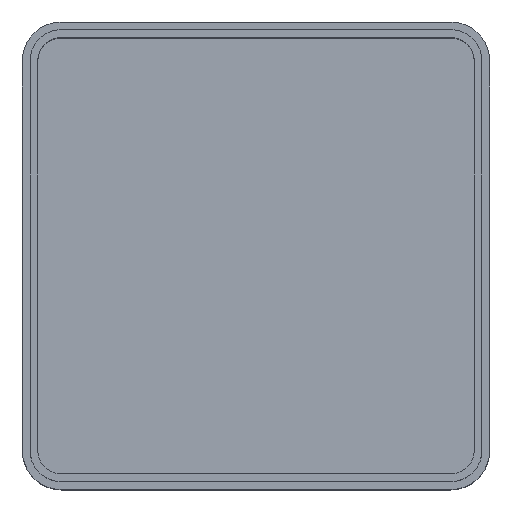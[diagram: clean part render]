
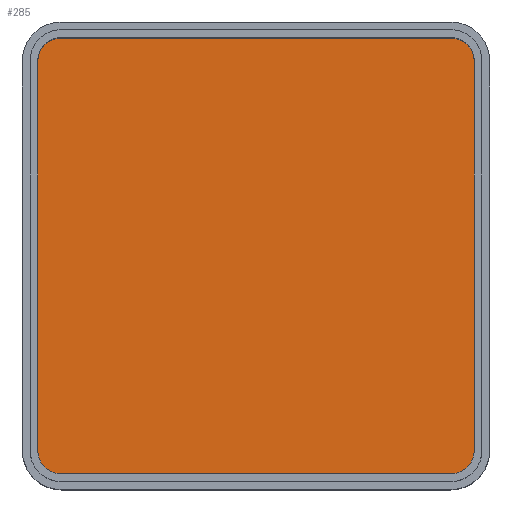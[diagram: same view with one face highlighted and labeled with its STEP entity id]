
A CAD part, top view. The second image highlights one B-rep face of the part: STEP entity #285.
In plain terms, the highlighted planar face has unit normal (0, 0, 1).
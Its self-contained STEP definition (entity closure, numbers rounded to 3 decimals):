
#2 = CARTESIAN_POINT ( 'NONE',  ( 0., 116., 4. ) ) ;
#3 = CARTESIAN_POINT ( 'NONE',  ( 110., 10., 4. ) ) ;
#14 = CIRCLE ( 'NONE', #509, 6. ) ;
#24 = CARTESIAN_POINT ( 'NONE',  ( 110., 4., 4. ) ) ;
#59 = CARTESIAN_POINT ( 'NONE',  ( 116., 0., 4. ) ) ;
#103 = DIRECTION ( 'NONE',  ( -1., 0., 0. ) ) ;
#106 = CARTESIAN_POINT ( 'NONE',  ( 110., 116., 4. ) ) ;
#107 = CARTESIAN_POINT ( 'NONE',  ( 4., 0., 4. ) ) ;
#116 = DIRECTION ( 'NONE',  ( 0., 0., -1. ) ) ;
#130 = CARTESIAN_POINT ( 'NONE',  ( 116., 110., 4. ) ) ;
#145 = CARTESIAN_POINT ( 'NONE',  ( 10., 10., 4. ) ) ;
#149 = ORIENTED_EDGE ( 'NONE', *, *, #539, .F. ) ;
#155 = CARTESIAN_POINT ( 'NONE',  ( 0., 4., 4. ) ) ;
#162 = VECTOR ( 'NONE', #516, 1000. ) ;
#166 = CARTESIAN_POINT ( 'NONE',  ( 10., 110., 4. ) ) ;
#187 = EDGE_CURVE ( 'NONE', #320, #780, #376, .T. ) ;
#201 = ORIENTED_EDGE ( 'NONE', *, *, #216, .T. ) ;
#216 = EDGE_CURVE ( 'NONE', #320, #692, #505, .T. ) ;
#222 = CARTESIAN_POINT ( 'NONE',  ( 10., 4., 4. ) ) ;
#274 = VECTOR ( 'NONE', #559, 1000. ) ;
#281 = VECTOR ( 'NONE', #863, 1000. ) ;
#285 = ADVANCED_FACE ( 'NONE', ( #812 ), #330, .F. ) ;
#287 = LINE ( 'NONE', #2, #274 ) ;
#296 = ORIENTED_EDGE ( 'NONE', *, *, #412, .F. ) ;
#307 = DIRECTION ( 'NONE',  ( 0., -1., 0. ) ) ;
#308 = ORIENTED_EDGE ( 'NONE', *, *, #449, .F. ) ;
#317 = DIRECTION ( 'NONE',  ( -1., 0., 0. ) ) ;
#320 = VERTEX_POINT ( 'NONE', #459 ) ;
#322 = DIRECTION ( 'NONE',  ( 0., 0., -1. ) ) ;
#329 = CARTESIAN_POINT ( 'NONE',  ( 116., 10., 4. ) ) ;
#330 = PLANE ( 'NONE',  #618 ) ;
#332 = VECTOR ( 'NONE', #307, 1000. ) ;
#349 = ORIENTED_EDGE ( 'NONE', *, *, #737, .T. ) ;
#352 = VERTEX_POINT ( 'NONE', #130 ) ;
#373 = ORIENTED_EDGE ( 'NONE', *, *, #187, .F. ) ;
#376 = CIRCLE ( 'NONE', #784, 6. ) ;
#412 = EDGE_CURVE ( 'NONE', #558, #800, #436, .T. ) ;
#436 = CIRCLE ( 'NONE', #556, 6. ) ;
#449 = EDGE_CURVE ( 'NONE', #835, #692, #886, .T. ) ;
#452 = VERTEX_POINT ( 'NONE', #106 ) ;
#459 = CARTESIAN_POINT ( 'NONE',  ( 4., 110., 4. ) ) ;
#468 = CARTESIAN_POINT ( 'NONE',  ( 0., 0., 4. ) ) ;
#482 = DIRECTION ( 'NONE',  ( -1., 0., 0. ) ) ;
#488 = DIRECTION ( 'NONE',  ( 0., 0., -1. ) ) ;
#501 = DIRECTION ( 'NONE',  ( -1., 0., 0. ) ) ;
#505 = LINE ( 'NONE', #107, #332 ) ;
#509 = AXIS2_PLACEMENT_3D ( 'NONE', #728, #322, #874 ) ;
#516 = DIRECTION ( 'NONE',  ( 1., 0., 0. ) ) ;
#517 = DIRECTION ( 'NONE',  ( 0., 0., -1. ) ) ;
#539 = EDGE_CURVE ( 'NONE', #452, #352, #14, .T. ) ;
#546 = ORIENTED_EDGE ( 'NONE', *, *, #660, .T. ) ;
#556 = AXIS2_PLACEMENT_3D ( 'NONE', #3, #488, #482 ) ;
#558 = VERTEX_POINT ( 'NONE', #329 ) ;
#559 = DIRECTION ( 'NONE',  ( -1., 0., 0. ) ) ;
#561 = ORIENTED_EDGE ( 'NONE', *, *, #567, .T. ) ;
#567 = EDGE_CURVE ( 'NONE', #558, #352, #665, .T. ) ;
#618 = AXIS2_PLACEMENT_3D ( 'NONE', #468, #116, #317 ) ;
#660 = EDGE_CURVE ( 'NONE', #452, #780, #287, .T. ) ;
#665 = LINE ( 'NONE', #59, #281 ) ;
#692 = VERTEX_POINT ( 'NONE', #888 ) ;
#702 = AXIS2_PLACEMENT_3D ( 'NONE', #145, #517, #501 ) ;
#709 = LINE ( 'NONE', #155, #162 ) ;
#720 = EDGE_LOOP ( 'NONE', ( #349, #296, #561, #149, #546, #373, #201, #308 ) ) ;
#721 = CARTESIAN_POINT ( 'NONE',  ( 10., 116., 4. ) ) ;
#728 = CARTESIAN_POINT ( 'NONE',  ( 110., 110., 4. ) ) ;
#737 = EDGE_CURVE ( 'NONE', #835, #800, #709, .T. ) ;
#780 = VERTEX_POINT ( 'NONE', #721 ) ;
#784 = AXIS2_PLACEMENT_3D ( 'NONE', #166, #850, #103 ) ;
#800 = VERTEX_POINT ( 'NONE', #24 ) ;
#812 = FACE_OUTER_BOUND ( 'NONE', #720, .T. ) ;
#835 = VERTEX_POINT ( 'NONE', #222 ) ;
#850 = DIRECTION ( 'NONE',  ( 0., 0., -1. ) ) ;
#863 = DIRECTION ( 'NONE',  ( 0., 1., 0. ) ) ;
#874 = DIRECTION ( 'NONE',  ( -1., 0., 0. ) ) ;
#886 = CIRCLE ( 'NONE', #702, 6. ) ;
#888 = CARTESIAN_POINT ( 'NONE',  ( 4., 10., 4. ) ) ;
